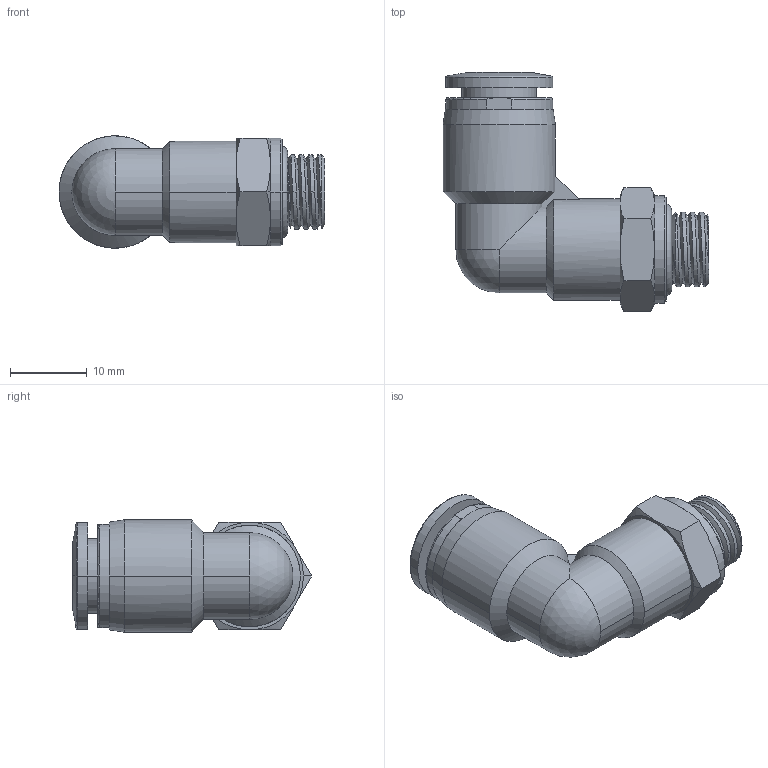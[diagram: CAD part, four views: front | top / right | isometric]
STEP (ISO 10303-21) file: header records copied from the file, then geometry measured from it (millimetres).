
FILE_DESCRIPTION((''),'2;1');
FILE_NAME('WTRL08G02_ASM','2024-01-21T22:16:38',('wang'),(''),'CREO PARAMETRIC BY PTC INC, 2023294','CREO PARAMETRIC BY PTC INC, 2023294','');
FILE_SCHEMA(('CONFIG_CONTROL_DESIGN','SHAPE_APPEARANCE_LAYERS_GROUPS'));
Length unit declared in the file: millimetre
Products named in the file (10): JPL08_2; T800_1; 8_1_1_2; 8_1_2_1; 8_1_ASM_2_ASM; WTRL08G02_ASM_1_ASM; JJ06-G01B_4_1; JJ06-G01B_4_2; JJ-G01_ASM; WTRL08G02_ASM
Assembly tree (9 placements, depth 4):
  WTRL08G02_ASM
    WTRL08G02_ASM_1_ASM
      JPL08_2
      T800_1
      8_1_ASM_2_ASM
        8_1_1_2
        8_1_2_1
    JJ-G01_ASM
      JJ06-G01B_4_1
      JJ06-G01B_4_2
Bounding box: 34.64 x 31.18 x 14.64 mm (x, y, z)
Volume: 4026.3 mm3; surface area: 5593.1 mm2
Topology: 6 solids, 7 shells, 240 faces, 589 edges, 376 vertices
Faces by surface type: cylinder 82, cone 67, plane 44, extrusion 26, torus 13, sphere 4, bspline 4
Entity records: 9885 total; most frequent: CARTESIAN_POINT 3607, DIRECTION 1210, ORIENTED_EDGE 1174, EDGE_CURVE 587, AXIS2_PLACEMENT_3D 495, VERTEX_POINT 376, EDGE_LOOP 267, CIRCLE 259
